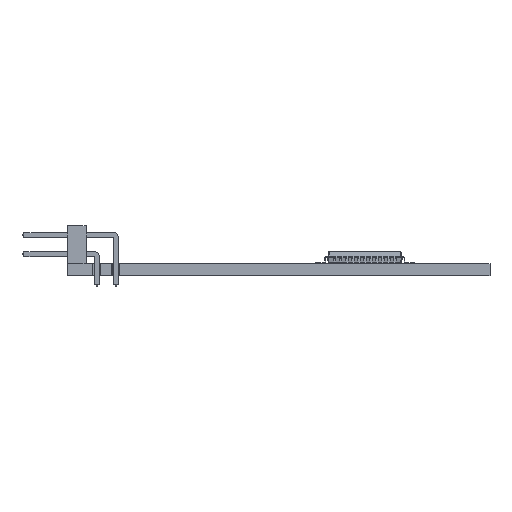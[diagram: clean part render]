
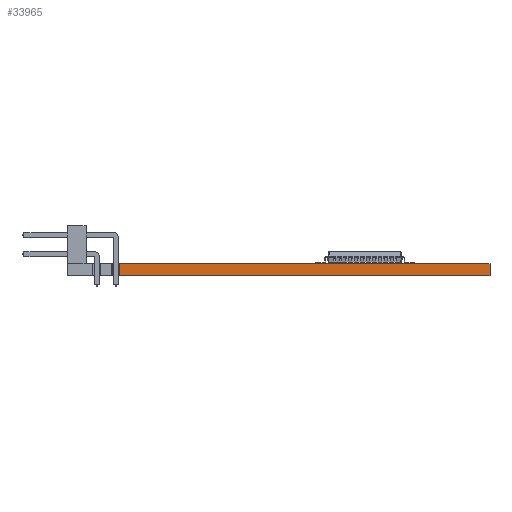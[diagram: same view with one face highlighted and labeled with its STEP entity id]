
A CAD part, front view. The second image highlights one B-rep face of the part: STEP entity #33965.
In plain terms, the highlighted planar face has unit normal (0, -1, 0).
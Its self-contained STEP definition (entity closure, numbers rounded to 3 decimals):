
#33965 = ADVANCED_FACE('',(#33966),#34000,.T.);
#33966 = FACE_BOUND('',#33967,.T.);
#33967 = EDGE_LOOP('',(#33968,#33978,#33986,#33994));
#33968 = ORIENTED_EDGE('',*,*,#33969,.F.);
#33969 = EDGE_CURVE('',#33970,#33972,#33974,.T.);
#33970 = VERTEX_POINT('',#33971);
#33971 = CARTESIAN_POINT('',(56.,-0.,0.));
#33972 = VERTEX_POINT('',#33973);
#33973 = CARTESIAN_POINT('',(6.904,0.,0.));
#33974 = LINE('',#33975,#33976);
#33975 = CARTESIAN_POINT('',(56.,-0.,0.));
#33976 = VECTOR('',#33977,1.);
#33977 = DIRECTION('',(-1.,0.,0.));
#33978 = ORIENTED_EDGE('',*,*,#33979,.T.);
#33979 = EDGE_CURVE('',#33970,#33980,#33982,.T.);
#33980 = VERTEX_POINT('',#33981);
#33981 = CARTESIAN_POINT('',(56.,0.,1.6));
#33982 = LINE('',#33983,#33984);
#33983 = CARTESIAN_POINT('',(56.,-0.,0.));
#33984 = VECTOR('',#33985,1.);
#33985 = DIRECTION('',(0.,0.,1.));
#33986 = ORIENTED_EDGE('',*,*,#33987,.T.);
#33987 = EDGE_CURVE('',#33980,#33988,#33990,.T.);
#33988 = VERTEX_POINT('',#33989);
#33989 = CARTESIAN_POINT('',(6.904,0.,1.6));
#33990 = LINE('',#33991,#33992);
#33991 = CARTESIAN_POINT('',(56.,0.,1.6));
#33992 = VECTOR('',#33993,1.);
#33993 = DIRECTION('',(-1.,0.,0.));
#33994 = ORIENTED_EDGE('',*,*,#33995,.T.);
#33995 = EDGE_CURVE('',#33988,#33972,#33996,.T.);
#33996 = LINE('',#33997,#33998);
#33997 = CARTESIAN_POINT('',(6.904,0.,-0.045));
#33998 = VECTOR('',#33999,1.);
#33999 = DIRECTION('',(-0.,-0.,-1.));
#34000 = PLANE('',#34001);
#34001 = AXIS2_PLACEMENT_3D('',#34002,#34003,#34004);
#34002 = CARTESIAN_POINT('',(56.,0.,0.));
#34003 = DIRECTION('',(0.,-1.,0.));
#34004 = DIRECTION('',(-1.,0.,0.));
